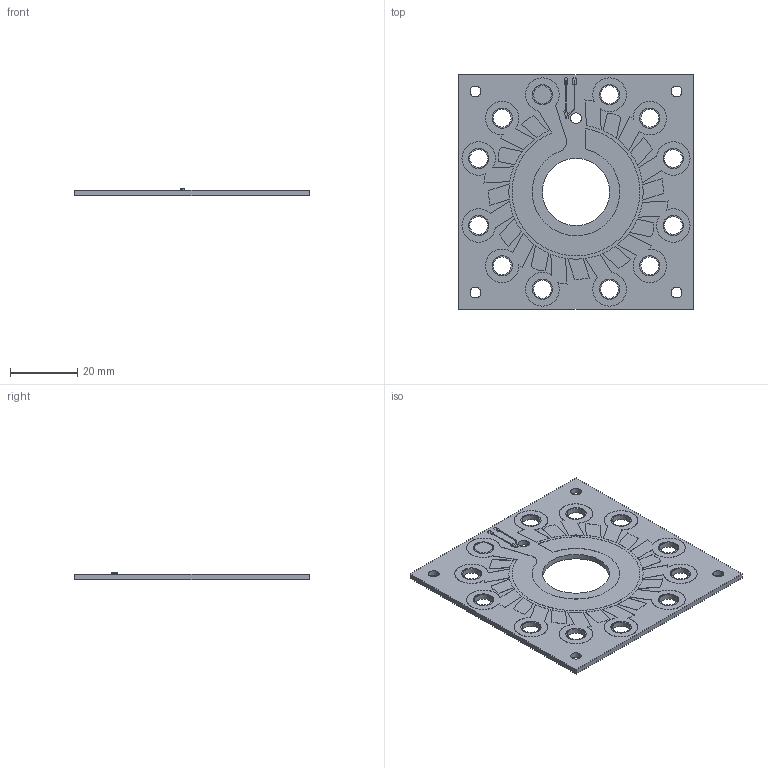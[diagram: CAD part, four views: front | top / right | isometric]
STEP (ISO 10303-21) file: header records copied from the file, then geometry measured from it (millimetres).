
FILE_DESCRIPTION(('KiCad electronic assembly'),'2;1');
FILE_NAME('rotary_switch_nv_scanner.step','2024-03-30T10:48:49',( 'Pcbnew'),('Kicad'),'Open CASCADE STEP processor 7.7', 'KiCad to STEP converter','Unknown');
FILE_SCHEMA(('AUTOMOTIVE_DESIGN { 1 0 10303 214 1 1 1 1 }'));
Length unit declared in the file: millimetre
Products named in the file (45): rotary_switch_nv_scanner 1; R_0603_1608Metric; rotary_switch_nv_scanner_track_1; rotary_switch_nv_scanner_track_2; rotary_switch_nv_scanner_track_3; rotary_switch_nv_scanner_track_4; rotary_switch_nv_scanner_track_5; rotary_switch_nv_scanner_track_6; rotary_switch_nv_scanner_track_7; rotary_switch_nv_scanner_track_8; rotary_switch_nv_scanner_track_9; rotary_switch_nv_scanner_track_10; rotary_switch_nv_scanner_track_11; rotary_switch_nv_scanner_track_12; rotary_switch_nv_scanner_track_13; rotary_switch_nv_scanner_track_14; rotary_switch_nv_scanner_track_15; rotary_switch_nv_scanner_track_16; rotary_switch_nv_scanner_track_17; rotary_switch_nv_scanner_track_18; rotary_switch_nv_scanner_track_19; rotary_switch_nv_scanner_track_20; rotary_switch_nv_scanner_track_21; rotary_switch_nv_scanner_track_22; rotary_switch_nv_scanner_track_23; rotary_switch_nv_scanner_track_24; rotary_switch_nv_scanner_track_25; rotary_switch_nv_scanner_track_26; rotary_switch_nv_scanner_track_27; rotary_switch_nv_scanner_pad_1; rotary_switch_nv_scanner_pad_2; rotary_switch_nv_scanner_pad_3; rotary_switch_nv_scanner_pad_4; rotary_switch_nv_scanner_pad_5; rotary_switch_nv_scanner_pad_6; rotary_switch_nv_scanner_pad_7; rotary_switch_nv_scanner_pad_8; rotary_switch_nv_scanner_pad_9; rotary_switch_nv_scanner_pad_10; rotary_switch_nv_scanner_pad_11 ...
Assembly tree (44 placements, depth 3):
  rotary_switch_nv_scanner 1
    R_0603_1608Metric
      R_0603_1608Metric
    rotary_switch_nv_scanner_track_1
    rotary_switch_nv_scanner_track_2
    rotary_switch_nv_scanner_track_3
    rotary_switch_nv_scanner_track_4
    rotary_switch_nv_scanner_track_5
    rotary_switch_nv_scanner_track_6
    rotary_switch_nv_scanner_track_7
    rotary_switch_nv_scanner_track_8
    rotary_switch_nv_scanner_track_9
    rotary_switch_nv_scanner_track_10
    rotary_switch_nv_scanner_track_11
    rotary_switch_nv_scanner_track_12
    rotary_switch_nv_scanner_track_13
    rotary_switch_nv_scanner_track_14
    rotary_switch_nv_scanner_track_15
    rotary_switch_nv_scanner_track_16
    rotary_switch_nv_scanner_track_17
    rotary_switch_nv_scanner_track_18
    rotary_switch_nv_scanner_track_19
    rotary_switch_nv_scanner_track_20
    rotary_switch_nv_scanner_track_21
    rotary_switch_nv_scanner_track_22
    rotary_switch_nv_scanner_track_23
    rotary_switch_nv_scanner_track_24
    rotary_switch_nv_scanner_track_25
    rotary_switch_nv_scanner_track_26
    rotary_switch_nv_scanner_track_27
    rotary_switch_nv_scanner_pad_1
    rotary_switch_nv_scanner_pad_2
    rotary_switch_nv_scanner_pad_3
    rotary_switch_nv_scanner_pad_4
    rotary_switch_nv_scanner_pad_5
    rotary_switch_nv_scanner_pad_6
    rotary_switch_nv_scanner_pad_7
    rotary_switch_nv_scanner_pad_8
    rotary_switch_nv_scanner_pad_9
    rotary_switch_nv_scanner_pad_10
    rotary_switch_nv_scanner_pad_11
    rotary_switch_nv_scanner_pad_12
    rotary_switch_nv_scanner_pad_13
    rotary_switch_nv_scanner_pad_14
    rotary_switch_nv_scanner_PCB
Bounding box: 70 x 70 x 2.1 mm (x, y, z)
Volume: 6913.6 mm3; surface area: 13301.1 mm2
Topology: 32 solids, 34 shells, 2112 faces, 6130 edges, 4084 vertices
Faces by surface type: plane 2077, cylinder 35
Full cylindrical faces by diameter (mm): 3.2 x5, 5.3 x13, 20 x1
Entity records: 69495 total; most frequent: CARTESIAN_POINT 12375, ORIENTED_EDGE 12256, DIRECTION 10514, EDGE_CURVE 6130, LINE 6060, VECTOR 6060, VERTEX_POINT 4088, AXIS2_PLACEMENT_3D 2227
